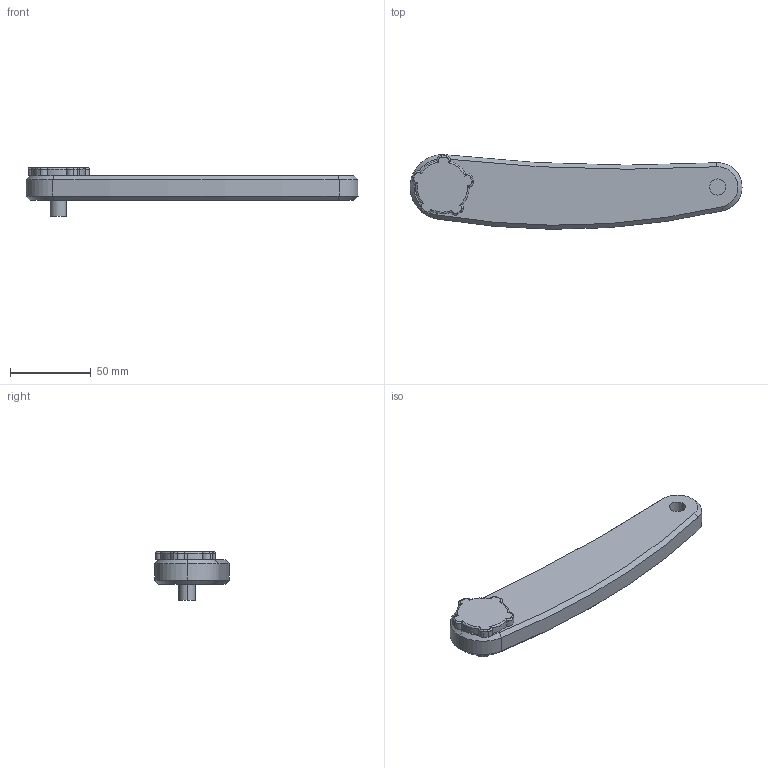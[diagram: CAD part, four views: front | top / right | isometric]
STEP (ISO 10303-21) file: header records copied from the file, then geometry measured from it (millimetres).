
FILE_DESCRIPTION (( 'STEP AP203' ), '1' );
FILE_NAME ('Part_1_Arm__1_Varsayilan_sldprt.STEP', '2025-10-03T10:26:33', ( 'Windows User' ), ( '' ), 'SwSTEP 2.0', 'SolidWorks 2021', '' );
FILE_SCHEMA (( 'CONFIG_CONTROL_DESIGN' ));
Length unit declared in the file: millimetre
Products named in the file (1): Part_1_Arm__1_Varsayilan_sldprt
Bounding box: 205 x 46.06 x 30 mm (x, y, z)
Volume: 114672.8 mm3; surface area: 21729.8 mm2
Topology: 1 solids, 1 shells, 77 faces, 181 edges, 108 vertices
Faces by surface type: cylinder 33, torus 19, plane 15, cone 10
Entity records: 2371 total; most frequent: CARTESIAN_POINT 457, DIRECTION 440, ORIENTED_EDGE 362, AXIS2_PLACEMENT_3D 191, EDGE_CURVE 181, CIRCLE 113, VERTEX_POINT 108, EDGE_LOOP 79
